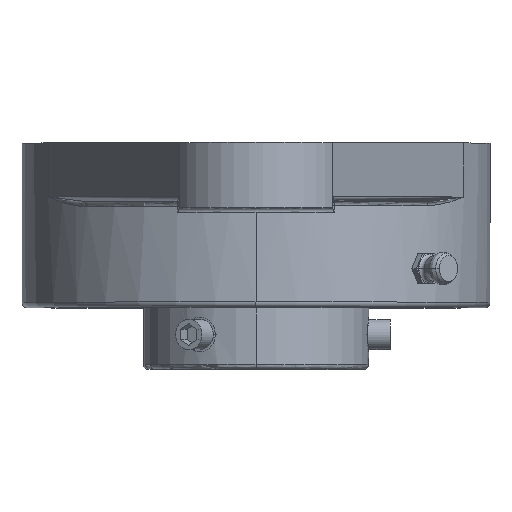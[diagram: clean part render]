
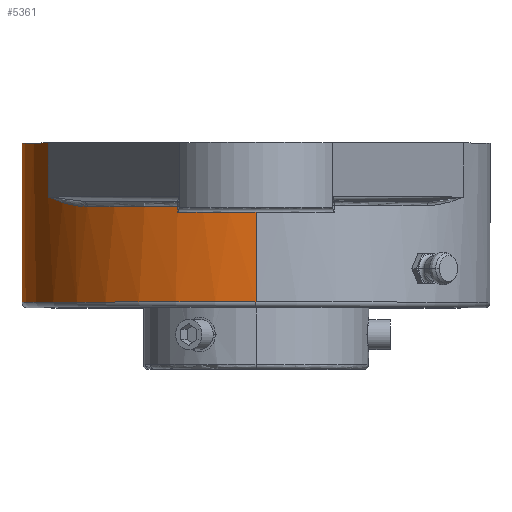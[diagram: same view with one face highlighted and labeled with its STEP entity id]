
A CAD part, top view. The second image highlights one B-rep face of the part: STEP entity #5361.
In plain terms, the highlighted cylindrical face has radius 54 mm (diameter 108 mm), a partial arc.
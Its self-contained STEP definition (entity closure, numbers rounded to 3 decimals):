
#55=CARTESIAN_POINT('',(0.,15.,0.));
#56=DIRECTION('',(0.,1.,0.));
#57=DIRECTION('',(-0.888,0.,-0.459));
#58=AXIS2_PLACEMENT_3D('',#55,#56,#57);
#147=CARTESIAN_POINT('',(0.,-1.,0.));
#148=DIRECTION('',(0.,1.,0.));
#149=DIRECTION('',(-0.335,0.,0.942));
#150=AXIS2_PLACEMENT_3D('',#147,#148,#149);
#152=DIRECTION('',(0.,-1.,0.));
#153=VECTOR('',#152,20.73);
#154=CARTESIAN_POINT('',(0.,-1.,54.));
#155=LINE('',#154,#153);
#156=CARTESIAN_POINT('',(0.,-21.73,0.));
#157=DIRECTION('',(0.,-1.,0.));
#158=DIRECTION('',(0.,0.,1.));
#159=AXIS2_PLACEMENT_3D('',#156,#157,#158);
#161=CARTESIAN_POINT('',(0.,-1.,0.));
#162=DIRECTION('',(0.,1.,0.));
#163=DIRECTION('',(0.,0.,-1.));
#164=AXIS2_PLACEMENT_3D('',#161,#162,#163);
#166=CARTESIAN_POINT('',(0.,0.254,0.));
#167=DIRECTION('',(0.,1.,0.));
#168=DIRECTION('',(-0.335,0.,-0.942));
#169=AXIS2_PLACEMENT_3D('',#166,#167,#168);
#171=CARTESIAN_POINT('',(-38.955,0.254,
-37.396));
#172=CARTESIAN_POINT('',(-39.23,0.254,
-37.11));
#173=CARTESIAN_POINT('',(-39.797,0.272,
-36.507));
#174=CARTESIAN_POINT('',(-40.697,0.352,
-35.502));
#175=CARTESIAN_POINT('',(-41.638,0.489,
-34.396));
#176=CARTESIAN_POINT('',(-42.612,0.681,
-33.182));
#177=CARTESIAN_POINT('',(-43.624,0.931,
-31.843));
#178=CARTESIAN_POINT('',(-44.668,1.239,-30.363));
#179=CARTESIAN_POINT('',(-45.743,1.607,-28.723));
#180=CARTESIAN_POINT('',(-46.843,2.033,-26.896));
#181=CARTESIAN_POINT('',(-47.59,2.356,-25.531));
#182=CARTESIAN_POINT('',(-47.963,2.524,-24.811));
#184=DIRECTION('',(0.,1.,0.));
#185=VECTOR('',#184,12.476);
#186=CARTESIAN_POINT('',(-47.963,2.524,-24.811));
#187=LINE('',#186,#185);
#188=CARTESIAN_POINT('',(-47.963,2.524,24.811));
#189=CARTESIAN_POINT('',(-47.59,2.356,25.531));
#190=CARTESIAN_POINT('',(-46.843,2.033,26.896));
#191=CARTESIAN_POINT('',(-45.742,1.607,28.723));
#192=CARTESIAN_POINT('',(-44.667,1.239,30.365));
#193=CARTESIAN_POINT('',(-43.623,0.931,31.844));
#194=CARTESIAN_POINT('',(-42.611,0.681,33.183));
#195=CARTESIAN_POINT('',(-41.637,0.489,34.396));
#196=CARTESIAN_POINT('',(-40.697,0.352,35.502));
#197=CARTESIAN_POINT('',(-39.797,0.272,36.507));
#198=CARTESIAN_POINT('',(-39.23,0.254,37.11));
#199=CARTESIAN_POINT('',(-38.955,0.254,37.396));
#201=CARTESIAN_POINT('',(0.,0.254,0.));
#202=DIRECTION('',(0.,1.,0.));
#203=DIRECTION('',(-0.721,0.,0.693));
#204=AXIS2_PLACEMENT_3D('',#201,#202,#203);
#291=DIRECTION('',(0.,-1.,0.));
#292=VECTOR('',#291,20.73);
#293=CARTESIAN_POINT('',(0.,-1.,-54.));
#294=LINE('',#293,#292);
#499=DIRECTION('',(0.,1.,0.));
#500=VECTOR('',#499,1.254);
#501=CARTESIAN_POINT('',(-18.096,-1.,50.877));
#502=LINE('',#501,#500);
#508=CARTESIAN_POINT('',(-18.096,0.254,50.877));
#541=CARTESIAN_POINT('',(-47.963,2.524,24.811));
#577=DIRECTION('',(0.,1.,0.));
#578=VECTOR('',#577,12.476);
#579=CARTESIAN_POINT('',(-47.963,2.524,24.811));
#580=LINE('',#579,#578);
#706=DIRECTION('',(0.,-1.,0.));
#707=VECTOR('',#706,1.254);
#708=CARTESIAN_POINT('',(-18.096,0.254,
-50.877));
#709=LINE('',#708,#707);
#883=CARTESIAN_POINT('',(-18.096,0.254,
-50.877));
#4035=CARTESIAN_POINT('',(-47.963,15.,-24.811));
#4036=CARTESIAN_POINT('',(-47.963,15.,24.811));
#4037=VERTEX_POINT('',#4035);
#4038=VERTEX_POINT('',#4036);
#4081=VERTEX_POINT('',#171);
#4082=VERTEX_POINT('',#182);
#4084=CARTESIAN_POINT('',(-38.955,0.254,37.396));
#4086=VERTEX_POINT('',#4084);
#4099=CARTESIAN_POINT('',(0.,-21.73,-54.));
#4100=CARTESIAN_POINT('',(0.,-21.73,54.));
#4101=VERTEX_POINT('',#4099);
#4102=VERTEX_POINT('',#4100);
#4130=VERTEX_POINT('',#508);
#4146=CARTESIAN_POINT('',(0.,-1.,54.));
#4148=VERTEX_POINT('',#4146);
#4150=CARTESIAN_POINT('',(-18.096,-1.,50.877));
#4151=VERTEX_POINT('',#4150);
#4152=CARTESIAN_POINT('',(0.,-1.,-54.));
#4153=CARTESIAN_POINT('',(-18.096,-1.,-50.877));
#4154=VERTEX_POINT('',#4152);
#4155=VERTEX_POINT('',#4153);
#4179=VERTEX_POINT('',#541);
#4186=VERTEX_POINT('',#883);
#5327=CARTESIAN_POINT('',(0.,15.,0.));
#5328=DIRECTION('',(0.,-1.,0.));
#5329=DIRECTION('',(0.,0.,-1.));
#5330=AXIS2_PLACEMENT_3D('',#5327,#5328,#5329);
#5331=CYLINDRICAL_SURFACE('',#5330,54.);
#5333=ORIENTED_EDGE('',*,*,#5332,.T.);
#5335=ORIENTED_EDGE('',*,*,#5334,.T.);
#5337=ORIENTED_EDGE('',*,*,#5336,.T.);
#5339=ORIENTED_EDGE('',*,*,#5338,.F.);
#5341=ORIENTED_EDGE('',*,*,#5340,.T.);
#5343=ORIENTED_EDGE('',*,*,#5342,.F.);
#5345=ORIENTED_EDGE('',*,*,#5344,.T.);
#5347=ORIENTED_EDGE('',*,*,#5346,.T.);
#5349=ORIENTED_EDGE('',*,*,#5348,.T.);
#5350=ORIENTED_EDGE('',*,*,#5280,.T.);
#5352=ORIENTED_EDGE('',*,*,#5351,.F.);
#5354=ORIENTED_EDGE('',*,*,#5353,.T.);
#5356=ORIENTED_EDGE('',*,*,#5355,.T.);
#5358=ORIENTED_EDGE('',*,*,#5357,.F.);
#5359=EDGE_LOOP('',(#5333,#5335,#5337,#5339,#5341,#5343,#5345,#5347,#5349,#5350,
#5352,#5354,#5356,#5358));
#5360=FACE_OUTER_BOUND('',#5359,.F.);
#5361=ADVANCED_FACE('',(#5360),#5331,.T.);
#59=CIRCLE('',#58,54.);
#151=CIRCLE('',#150,54.);
#160=CIRCLE('',#159,54.);
#165=CIRCLE('',#164,54.);
#170=CIRCLE('',#169,54.);
#183=B_SPLINE_CURVE_WITH_KNOTS('',3,(#171,#172,#173,#174,#175,#176,#177,#178,
#179,#180,#181,#182),.UNSPECIFIED.,.F.,.F.,(4,1,1,1,1,1,1,1,1,4),(0.,
0.111,0.222,0.333,0.444,
0.556,0.667,0.778,0.889,1.),
.UNSPECIFIED.);
#200=B_SPLINE_CURVE_WITH_KNOTS('',3,(#188,#189,#190,#191,#192,#193,#194,#195,
#196,#197,#198,#199),.UNSPECIFIED.,.F.,.F.,(4,1,1,1,1,1,1,1,1,4),(0.,
0.111,0.222,0.333,0.444,
0.556,0.667,0.778,0.889,1.),
.UNSPECIFIED.);
#205=CIRCLE('',#204,54.);
#5280=EDGE_CURVE('',#4037,#4038,#59,.T.);
#5332=EDGE_CURVE('',#4151,#4148,#151,.T.);
#5334=EDGE_CURVE('',#4148,#4102,#155,.T.);
#5336=EDGE_CURVE('',#4102,#4101,#160,.T.);
#5338=EDGE_CURVE('',#4154,#4101,#294,.T.);
#5340=EDGE_CURVE('',#4154,#4155,#165,.T.);
#5342=EDGE_CURVE('',#4186,#4155,#709,.T.);
#5344=EDGE_CURVE('',#4186,#4081,#170,.T.);
#5346=EDGE_CURVE('',#4081,#4082,#183,.T.);
#5348=EDGE_CURVE('',#4082,#4037,#187,.T.);
#5351=EDGE_CURVE('',#4179,#4038,#580,.T.);
#5353=EDGE_CURVE('',#4179,#4086,#200,.T.);
#5355=EDGE_CURVE('',#4086,#4130,#205,.T.);
#5357=EDGE_CURVE('',#4151,#4130,#502,.T.);
